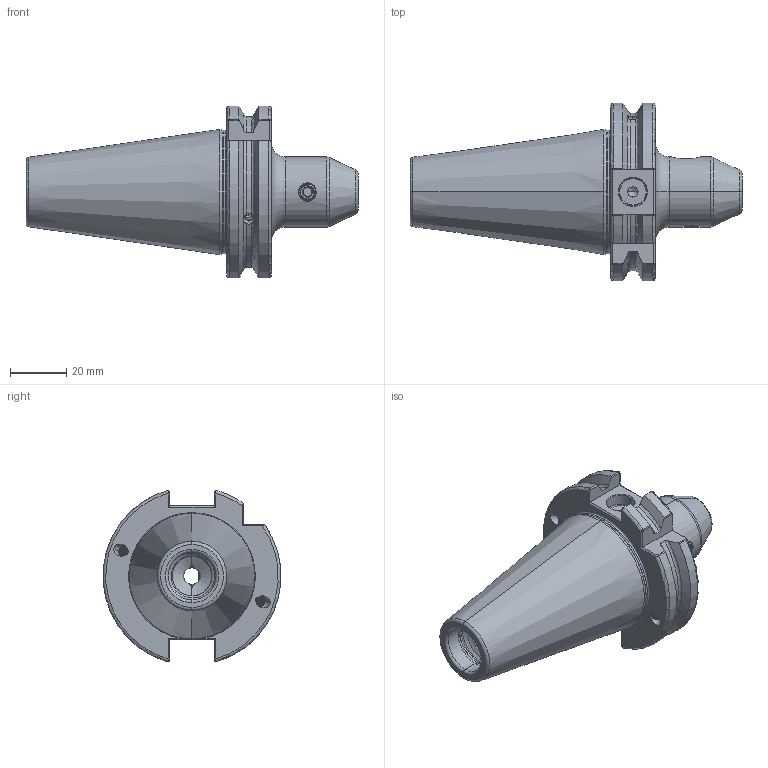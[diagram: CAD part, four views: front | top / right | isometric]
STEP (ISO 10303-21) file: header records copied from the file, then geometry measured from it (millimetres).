
FILE_DESCRIPTION (( 'STEP AP203' ), '1' );
FILE_NAME ('403.04.06.K.STEP', '2016-11-25T08:09:36', ( '' ), ( '' ), 'SwSTEP 2.0', 'SolidWorks 2012', '' );
FILE_SCHEMA (( 'CONFIG_CONTROL_DESIGN' ));
Length unit declared in the file: millimetre
Products named in the file (4): 側固6_M6x1_10L; 2-02511001U1_d5.8x1.9(側固出水6); 403.04.06.K
Assembly tree (3 placements, depth 2):
  403.04.06.K
    403.04.06.K
    2-02511001U1_d5.8x1.9(側固出水6)
    側固6_M6x1_10L
Bounding box: 118.4 x 63.34 x 61.24 mm (x, y, z)
Volume: 111083.3 mm3; surface area: 25671.7 mm2
Topology: 3 solids, 3 shells, 368 faces, 1015 edges, 641 vertices
Faces by surface type: cylinder 164, plane 68, torus 48, cone 47, bspline 39, sphere 2
Entity records: 27755 total; most frequent: CARTESIAN_POINT 19202, ORIENTED_EDGE 1998, DIRECTION 1385, EDGE_CURVE 999, VERTEX_POINT 641, AXIS2_PLACEMENT_3D 543, EDGE_LOOP 386, FACE_OUTER_BOUND 368
